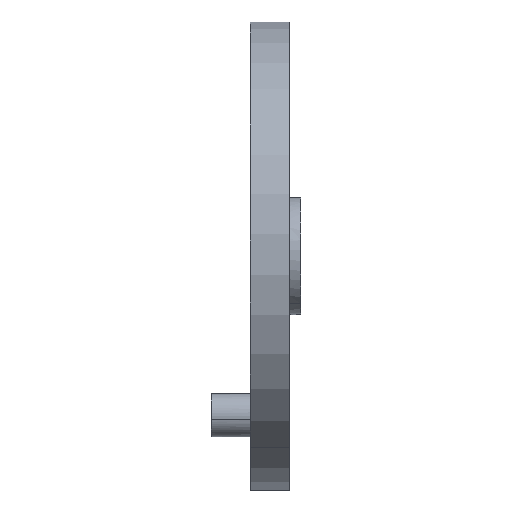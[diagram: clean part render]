
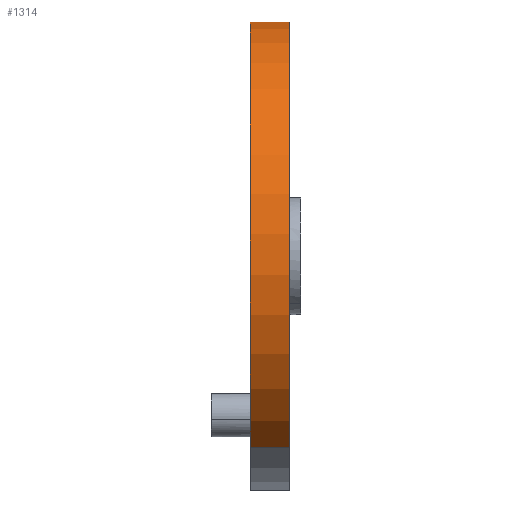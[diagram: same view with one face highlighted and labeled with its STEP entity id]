
A CAD part, left-side view. The second image highlights one B-rep face of the part: STEP entity #1314.
In plain terms, the highlighted cylindrical face has radius 30 mm (diameter 60 mm), a partial arc.
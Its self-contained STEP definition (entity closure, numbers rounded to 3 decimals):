
#14 = ORIENTED_EDGE ( 'NONE', *, *, #1059, .T. ) ;
#20 = ORIENTED_EDGE ( 'NONE', *, *, #530, .F. ) ;
#47 = VECTOR ( 'NONE', #679, 1000. ) ;
#94 = LINE ( 'NONE', #544, #47 ) ;
#161 = CYLINDRICAL_SURFACE ( 'NONE', #560, 30. ) ;
#179 = VERTEX_POINT ( 'NONE', #1025 ) ;
#354 = CARTESIAN_POINT ( 'NONE',  ( 29.79, 51.674, 79.636 ) ) ;
#408 = ORIENTED_EDGE ( 'NONE', *, *, #940, .T. ) ;
#415 = DIRECTION ( 'NONE',  ( 0.579, 0., 0.815 ) ) ;
#417 = CARTESIAN_POINT ( 'NONE',  ( -4.979, 46.674, 30.737 ) ) ;
#462 = CIRCLE ( 'NONE', #774, 30. ) ;
#500 = CARTESIAN_POINT ( 'NONE',  ( 12.406, 46.674, 55.186 ) ) ;
#521 = LINE ( 'NONE', #556, #1269 ) ;
#530 = EDGE_CURVE ( 'NONE', #895, #179, #521, .T. ) ;
#544 = CARTESIAN_POINT ( 'NONE',  ( 29.79, 46.674, 79.636 ) ) ;
#556 = CARTESIAN_POINT ( 'NONE',  ( -4.979, 46.674, 30.737 ) ) ;
#560 = AXIS2_PLACEMENT_3D ( 'NONE', #500, #1430, #875 ) ;
#579 = VERTEX_POINT ( 'NONE', #788 ) ;
#627 = DIRECTION ( 'NONE',  ( 0., 1., 0. ) ) ;
#643 = DIRECTION ( 'NONE',  ( 0., 1., 0. ) ) ;
#679 = DIRECTION ( 'NONE',  ( 0., 1., 0. ) ) ;
#774 = AXIS2_PLACEMENT_3D ( 'NONE', #1090, #627, #1194 ) ;
#788 = CARTESIAN_POINT ( 'NONE',  ( 29.79, 46.674, 79.636 ) ) ;
#861 = EDGE_LOOP ( 'NONE', ( #20, #408, #14, #988 ) ) ;
#875 = DIRECTION ( 'NONE',  ( 0.579, 0., 0.815 ) ) ;
#895 = VERTEX_POINT ( 'NONE', #417 ) ;
#940 = EDGE_CURVE ( 'NONE', #895, #579, #462, .T. ) ;
#988 = ORIENTED_EDGE ( 'NONE', *, *, #1300, .F. ) ;
#1005 = CIRCLE ( 'NONE', #1345, 30. ) ;
#1025 = CARTESIAN_POINT ( 'NONE',  ( -4.979, 51.674, 30.737 ) ) ;
#1059 = EDGE_CURVE ( 'NONE', #579, #1185, #94, .T. ) ;
#1090 = CARTESIAN_POINT ( 'NONE',  ( 12.406, 46.674, 55.186 ) ) ;
#1126 = DIRECTION ( 'NONE',  ( 0., 1., 0. ) ) ;
#1178 = FACE_OUTER_BOUND ( 'NONE', #861, .T. ) ;
#1185 = VERTEX_POINT ( 'NONE', #354 ) ;
#1194 = DIRECTION ( 'NONE',  ( 0.579, 0., 0.815 ) ) ;
#1269 = VECTOR ( 'NONE', #1126, 1000. ) ;
#1300 = EDGE_CURVE ( 'NONE', #179, #1185, #1005, .T. ) ;
#1314 = ADVANCED_FACE ( 'NONE', ( #1178 ), #161, .T. ) ;
#1330 = CARTESIAN_POINT ( 'NONE',  ( 12.406, 51.674, 55.186 ) ) ;
#1345 = AXIS2_PLACEMENT_3D ( 'NONE', #1330, #643, #415 ) ;
#1430 = DIRECTION ( 'NONE',  ( 0., 1., 0. ) ) ;
